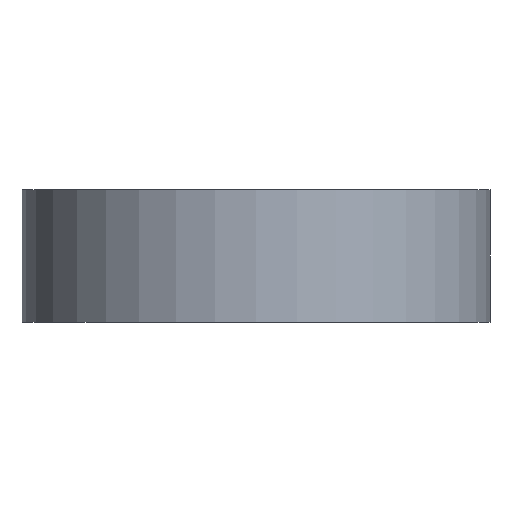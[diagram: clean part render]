
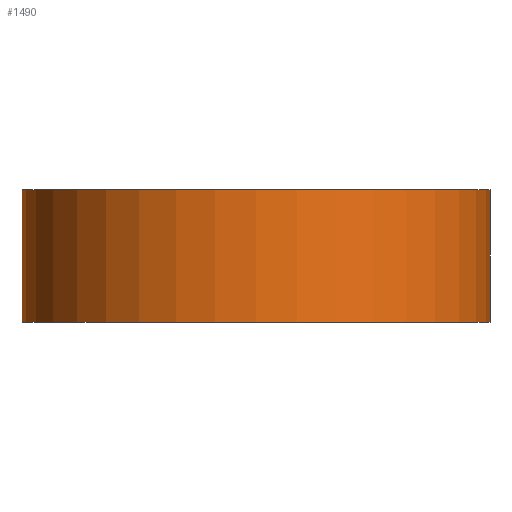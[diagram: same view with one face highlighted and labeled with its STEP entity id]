
A CAD part, front view. The second image highlights one B-rep face of the part: STEP entity #1490.
In plain terms, the highlighted cylindrical face has radius 23 mm (diameter 46 mm), a full revolution.
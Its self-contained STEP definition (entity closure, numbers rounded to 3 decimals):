
#91=CYLINDRICAL_SURFACE('',#1583,23.);
#167=FACE_OUTER_BOUND('',#246,.T.);
#246=EDGE_LOOP('',(#1393,#1394,#1395,#1396));
#325=LINE('',#4377,#398);
#398=VECTOR('',#1816,23.);
#428=CIRCLE('',#1576,23.);
#429=CIRCLE('',#1584,23.);
#704=VERTEX_POINT('',#4349);
#711=VERTEX_POINT('',#4376);
#929=EDGE_CURVE('',#704,#704,#428,.T.);
#942=EDGE_CURVE('',#704,#711,#325,.T.);
#943=EDGE_CURVE('',#711,#711,#429,.T.);
#1393=ORIENTED_EDGE('',*,*,#929,.F.);
#1394=ORIENTED_EDGE('',*,*,#942,.T.);
#1395=ORIENTED_EDGE('',*,*,#943,.T.);
#1396=ORIENTED_EDGE('',*,*,#942,.F.);
#1490=ADVANCED_FACE('',(#167),#91,.T.);
#1576=AXIS2_PLACEMENT_3D('',#4350,#1788,#1789);
#1583=AXIS2_PLACEMENT_3D('',#4375,#1814,#1815);
#1584=AXIS2_PLACEMENT_3D('',#4378,#1817,#1818);
#1788=DIRECTION('center_axis',(0.,0.,1.));
#1789=DIRECTION('ref_axis',(1.,0.,0.));
#1814=DIRECTION('center_axis',(0.,0.,1.));
#1815=DIRECTION('ref_axis',(1.,0.,0.));
#1816=DIRECTION('',(0.,0.,-1.));
#1817=DIRECTION('center_axis',(0.,0.,1.));
#1818=DIRECTION('ref_axis',(1.,0.,0.));
#4349=CARTESIAN_POINT('',(-23.,0.,13.));
#4350=CARTESIAN_POINT('Origin',(0.,0.,13.));
#4375=CARTESIAN_POINT('Origin',(0.,0.,0.));
#4376=CARTESIAN_POINT('',(-23.,0.,0.));
#4377=CARTESIAN_POINT('',(-23.,0.,0.));
#4378=CARTESIAN_POINT('Origin',(0.,0.,0.));
